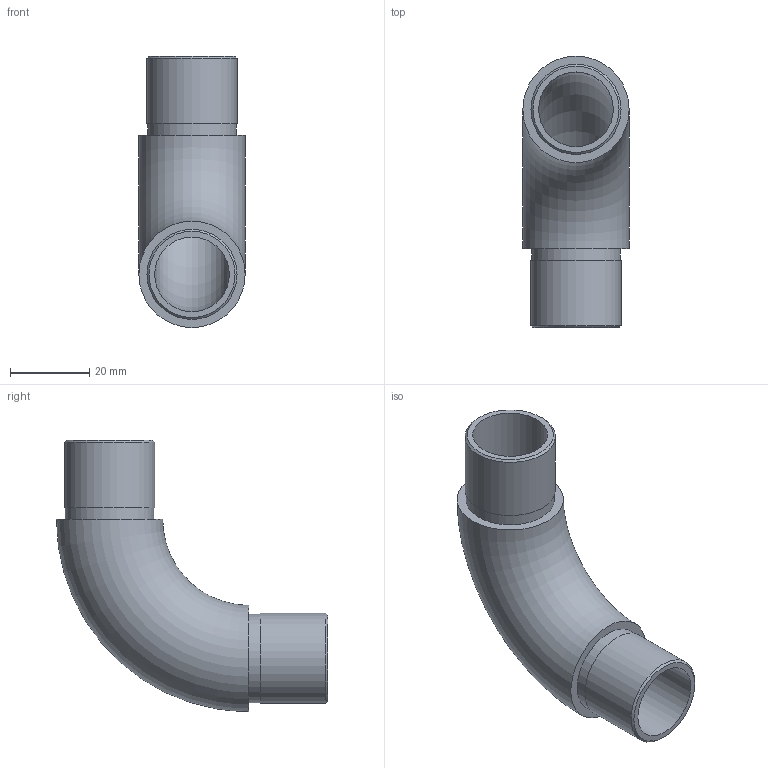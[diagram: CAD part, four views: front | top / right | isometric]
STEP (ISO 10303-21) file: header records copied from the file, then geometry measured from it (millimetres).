
FILE_DESCRIPTION (( 'STEP AP203' ), '1' );
FILE_NAME ('56164-320-V4A.step', '2020-02-18T10:23:37', ( '' ), ( '' ), 'SwSTEP 2.0', 'SolidWorks 2015', '' );
FILE_SCHEMA (( 'CONFIG_CONTROL_DESIGN' ));
Length unit declared in the file: millimetre
Products named in the file (2): 56164-320-V4A
Bounding box: 26.9 x 68.6 x 68.6 mm (x, y, z)
Volume: 20894.4 mm3; surface area: 13778.3 mm2
Topology: 1 solids, 1 shells, 282 faces, 737 edges, 491 vertices
Faces by surface type: plane 139, bspline 103, cylinder 36, torus 2, cone 2
Full cylindrical faces by diameter (mm): 18.9 x2, 22.4 x2, 22.8 x2
Entity records: 12908 total; most frequent: CARTESIAN_POINT 6612, ORIENTED_EDGE 1448, DIRECTION 942, EDGE_CURVE 724, VERTEX_POINT 488, VECTOR 352, LINE 352, EDGE_LOOP 328
